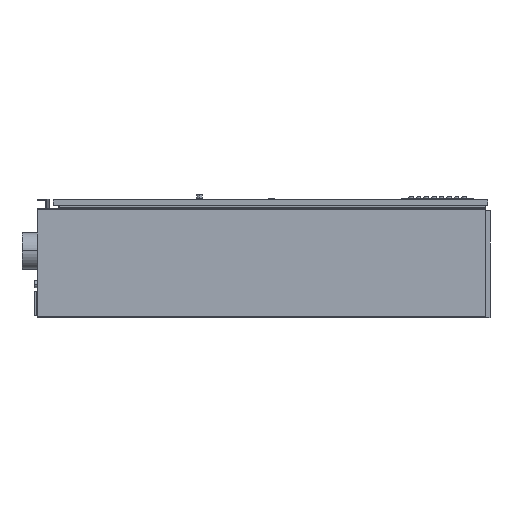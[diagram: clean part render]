
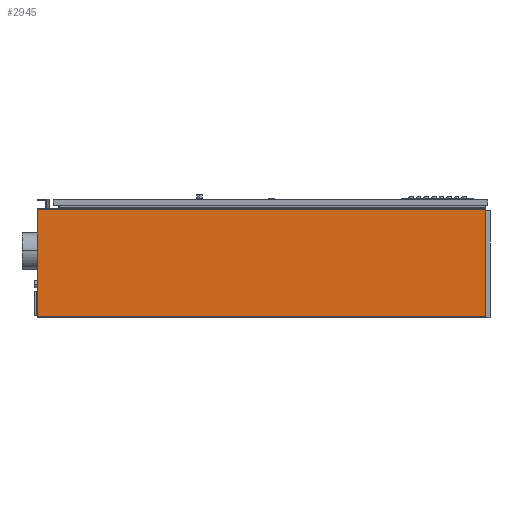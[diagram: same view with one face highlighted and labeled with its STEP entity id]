
A CAD part, left-side view. The second image highlights one B-rep face of the part: STEP entity #2945.
In plain terms, the highlighted planar face has unit normal (-1, 0, 0).
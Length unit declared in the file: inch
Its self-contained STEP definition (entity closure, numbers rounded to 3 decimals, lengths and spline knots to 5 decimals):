
#318=DIRECTION('',(0.,0.,1.));
#319=VECTOR('',#318,17.52);
#320=CARTESIAN_POINT('',(0.,73.88,0.24));
#321=LINE('',#320,#319);
#556=DIRECTION('',(0.,0.,-1.));
#557=VECTOR('',#556,17.52);
#558=CARTESIAN_POINT('',(0.,-0.12,17.76));
#559=LINE('',#558,#557);
#881=DIRECTION('',(0.,-1.,0.));
#882=VECTOR('',#881,74.);
#883=CARTESIAN_POINT('',(0.,73.88,0.24));
#884=LINE('',#883,#882);
#885=DIRECTION('',(0.,-1.,0.));
#886=VECTOR('',#885,74.);
#887=CARTESIAN_POINT('',(0.,73.88,17.76));
#888=LINE('',#887,#886);
#1399=CARTESIAN_POINT('',(0.,73.88,17.76));
#1401=VERTEX_POINT('',#1399);
#1404=CARTESIAN_POINT('',(0.,73.88,0.24));
#1406=VERTEX_POINT('',#1404);
#1421=CARTESIAN_POINT('',(0.,-0.12,17.76));
#1422=VERTEX_POINT('',#1421);
#1423=CARTESIAN_POINT('',(0.,-0.12,0.24));
#1424=VERTEX_POINT('',#1423);
#2933=CARTESIAN_POINT('',(0.,0.,0.));
#2934=DIRECTION('',(-1.,0.,0.));
#2935=DIRECTION('',(0.,0.,1.));
#2936=AXIS2_PLACEMENT_3D('',#2933,#2934,#2935);
#2937=PLANE('',#2936);
#2939=ORIENTED_EDGE('',*,*,#2938,.T.);
#2940=ORIENTED_EDGE('',*,*,#2421,.T.);
#2941=ORIENTED_EDGE('',*,*,#2925,.F.);
#2942=ORIENTED_EDGE('',*,*,#2178,.T.);
#2943=EDGE_LOOP('',(#2939,#2940,#2941,#2942));
#2944=FACE_OUTER_BOUND('',#2943,.F.);
#2945=ADVANCED_FACE('',(#2944),#2937,.T.);
#2178=EDGE_CURVE('',#1406,#1401,#321,.T.);
#2421=EDGE_CURVE('',#1422,#1424,#559,.T.);
#2925=EDGE_CURVE('',#1406,#1424,#884,.T.);
#2938=EDGE_CURVE('',#1401,#1422,#888,.T.);
